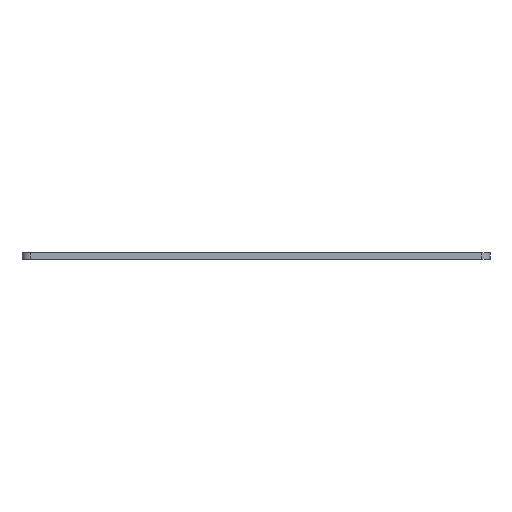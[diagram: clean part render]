
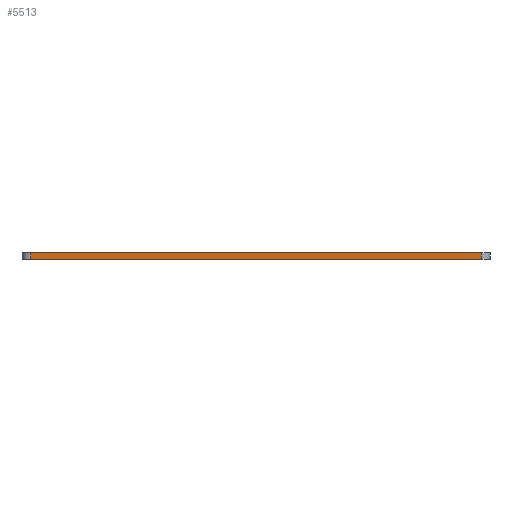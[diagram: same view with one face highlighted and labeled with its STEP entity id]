
A CAD part, left-side view. The second image highlights one B-rep face of the part: STEP entity #5513.
In plain terms, the highlighted planar face has unit normal (-1, 0.003, 0).
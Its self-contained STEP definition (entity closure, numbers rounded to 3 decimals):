
#146 = VERTEX_POINT('',#147);
#147 = CARTESIAN_POINT('',(61.493,-29.093,0.));
#154 = EDGE_CURVE('',#155,#146,#157,.T.);
#155 = VERTEX_POINT('',#156);
#156 = CARTESIAN_POINT('',(61.138,-132.793,0.));
#157 = LINE('',#158,#159);
#158 = CARTESIAN_POINT('',(61.138,-132.793,0.));
#159 = VECTOR('',#160,1.);
#160 = DIRECTION('',(0.003,1.,0.));
#2816 = VERTEX_POINT('',#2817);
#2817 = CARTESIAN_POINT('',(61.493,-29.093,1.6));
#2824 = EDGE_CURVE('',#2825,#2816,#2827,.T.);
#2825 = VERTEX_POINT('',#2826);
#2826 = CARTESIAN_POINT('',(61.138,-132.793,1.6));
#2827 = LINE('',#2828,#2829);
#2828 = CARTESIAN_POINT('',(61.138,-132.793,1.6));
#2829 = VECTOR('',#2830,1.);
#2830 = DIRECTION('',(0.003,1.,0.));
#5483 = EDGE_CURVE('',#146,#2816,#5484,.T.);
#5484 = LINE('',#5485,#5486);
#5485 = CARTESIAN_POINT('',(61.493,-29.093,0.));
#5486 = VECTOR('',#5487,1.);
#5487 = DIRECTION('',(0.,0.,1.));
#5513 = ADVANCED_FACE('',(#5514),#5525,.T.);
#5514 = FACE_BOUND('',#5515,.T.);
#5515 = EDGE_LOOP('',(#5516,#5522,#5523,#5524));
#5516 = ORIENTED_EDGE('',*,*,#5517,.T.);
#5517 = EDGE_CURVE('',#155,#2825,#5518,.T.);
#5518 = LINE('',#5519,#5520);
#5519 = CARTESIAN_POINT('',(61.138,-132.793,0.));
#5520 = VECTOR('',#5521,1.);
#5521 = DIRECTION('',(0.,0.,1.));
#5522 = ORIENTED_EDGE('',*,*,#2824,.T.);
#5523 = ORIENTED_EDGE('',*,*,#5483,.F.);
#5524 = ORIENTED_EDGE('',*,*,#154,.F.);
#5525 = PLANE('',#5526);
#5526 = AXIS2_PLACEMENT_3D('',#5527,#5528,#5529);
#5527 = CARTESIAN_POINT('',(61.138,-132.793,0.));
#5528 = DIRECTION('',(-1.,0.003,0.));
#5529 = DIRECTION('',(0.003,1.,0.));
